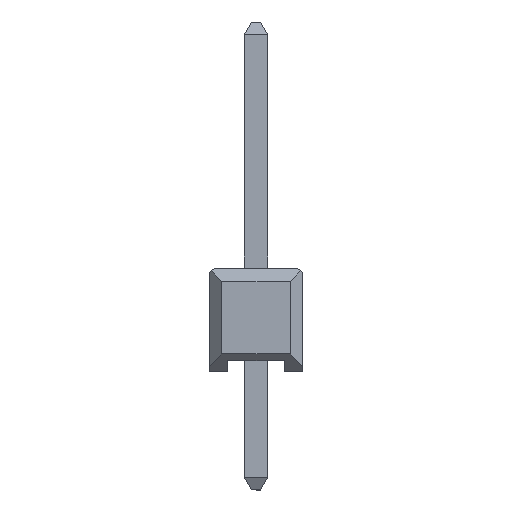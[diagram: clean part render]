
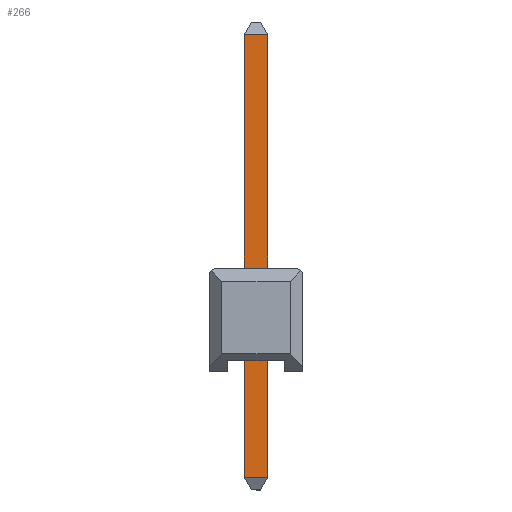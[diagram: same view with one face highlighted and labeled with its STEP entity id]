
A CAD part, left-side view. The second image highlights one B-rep face of the part: STEP entity #266.
In plain terms, the highlighted planar face has unit normal (-1, 0, 0).
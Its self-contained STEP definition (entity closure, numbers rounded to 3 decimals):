
#100 = FACE_OUTER_BOUND ( 'NONE', #3944, .T. ) ;
#133 = CARTESIAN_POINT ( 'NONE',  ( -0.315, -0.325, 9.326 ) ) ;
#266 = ADVANCED_FACE ( 'NONE', ( #100 ), #630, .T. ) ;
#563 = ORIENTED_EDGE ( 'NONE', *, *, #1392, .F. ) ;
#630 = PLANE ( 'NONE',  #4953 ) ;
#632 = CARTESIAN_POINT ( 'NONE',  ( -0.315, -0.315, 9.156 ) ) ;
#673 = CARTESIAN_POINT ( 'NONE',  ( -0.315, 0.315, 9.156 ) ) ;
#716 = CARTESIAN_POINT ( 'NONE',  ( -0.315, 0.315, 9.326 ) ) ;
#724 = DIRECTION ( 'NONE',  ( 0., 0., 1. ) ) ;
#820 = VERTEX_POINT ( 'NONE', #4326 ) ;
#826 = ORIENTED_EDGE ( 'NONE', *, *, #2624, .T. ) ;
#1078 = DIRECTION ( 'NONE',  ( 0., 1., 0. ) ) ;
#1288 = LINE ( 'NONE', #716, #2067 ) ;
#1392 = EDGE_CURVE ( 'NONE', #820, #3960, #5751, .T. ) ;
#2002 = VERTEX_POINT ( 'NONE', #673 ) ;
#2067 = VECTOR ( 'NONE', #4803, 1000. ) ;
#2165 = DIRECTION ( 'NONE',  ( -1., 0., 0. ) ) ;
#2556 = CARTESIAN_POINT ( 'NONE',  ( -0.315, -0.325, 9.156 ) ) ;
#2624 = EDGE_CURVE ( 'NONE', #2002, #2722, #1288, .T. ) ;
#2652 = VECTOR ( 'NONE', #1078, 1000. ) ;
#2722 = VERTEX_POINT ( 'NONE', #4559 ) ;
#2795 = LINE ( 'NONE', #4861, #5340 ) ;
#3640 = LINE ( 'NONE', #2556, #2652 ) ;
#3944 = EDGE_LOOP ( 'NONE', ( #6585, #563, #5991, #826 ) ) ;
#3960 = VERTEX_POINT ( 'NONE', #6558 ) ;
#4188 = DIRECTION ( 'NONE',  ( 0., -1., 0. ) ) ;
#4326 = CARTESIAN_POINT ( 'NONE',  ( -0.315, -0.315, 9.156 ) ) ;
#4512 = EDGE_CURVE ( 'NONE', #820, #2002, #3640, .T. ) ;
#4559 = CARTESIAN_POINT ( 'NONE',  ( -0.315, 0.315, -2.86 ) ) ;
#4640 = VECTOR ( 'NONE', #4750, 1000. ) ;
#4750 = DIRECTION ( 'NONE',  ( 0., 0., -1. ) ) ;
#4803 = DIRECTION ( 'NONE',  ( 0., 0., -1. ) ) ;
#4861 = CARTESIAN_POINT ( 'NONE',  ( -0.315, -0.325, -2.86 ) ) ;
#4953 = AXIS2_PLACEMENT_3D ( 'NONE', #133, #2165, #724 ) ;
#5340 = VECTOR ( 'NONE', #4188, 1000. ) ;
#5459 = EDGE_CURVE ( 'NONE', #2722, #3960, #2795, .T. ) ;
#5751 = LINE ( 'NONE', #632, #4640 ) ;
#5991 = ORIENTED_EDGE ( 'NONE', *, *, #4512, .T. ) ;
#6558 = CARTESIAN_POINT ( 'NONE',  ( -0.315, -0.315, -2.86 ) ) ;
#6585 = ORIENTED_EDGE ( 'NONE', *, *, #5459, .T. ) ;
